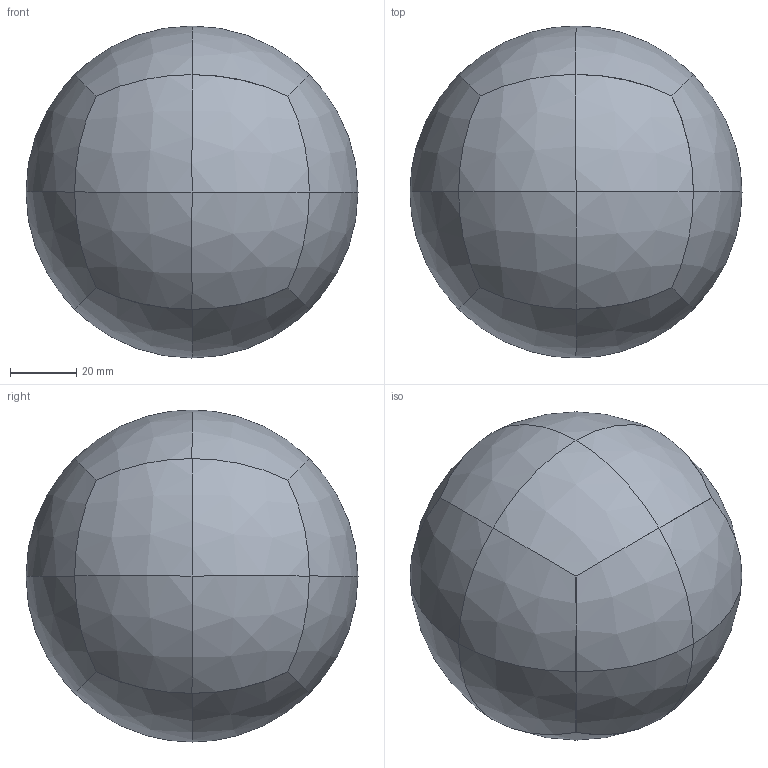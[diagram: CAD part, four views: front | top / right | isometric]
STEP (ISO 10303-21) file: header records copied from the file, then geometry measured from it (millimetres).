
FILE_DESCRIPTION(('CATIA V5 STEP Exchange','CAx-IF Rec.Pracs.--- Composite Materials ---3.4---2017-06-13'),'2;1');
FILE_NAME('Quad sphere assembly.stp','2024-05-18T08:29:00+00:00',('none'),('none'),'CATIA Version 5-6 Release 2020','CATIA V5 STEP AP203 v1','none');
FILE_SCHEMA(('CONFIG_CONTROL_DESIGN'));
Length unit declared in the file: millimetre
Products named in the file (1): Assem1
Assembly tree (7 placements, depth 2):
  Assem1
    #57  x6
    #497
Bounding box: 100 x 100 x 100 mm (x, y, z)
Volume: 516412.5 mm3; surface area: 72627.9 mm2
Topology: 7 solids, 7 shells, 60 faces, 156 edges, 110 vertices
Faces by surface type: plane 36, bspline 24
Entity records: 652 total; most frequent: CARTESIAN_POINT 198, DIRECTION 75, ORIENTED_EDGE 72, EDGE_CURVE 36, AXIS2_PLACEMENT_3D 26, VERTEX_POINT 25, VECTOR 24, LINE 24
